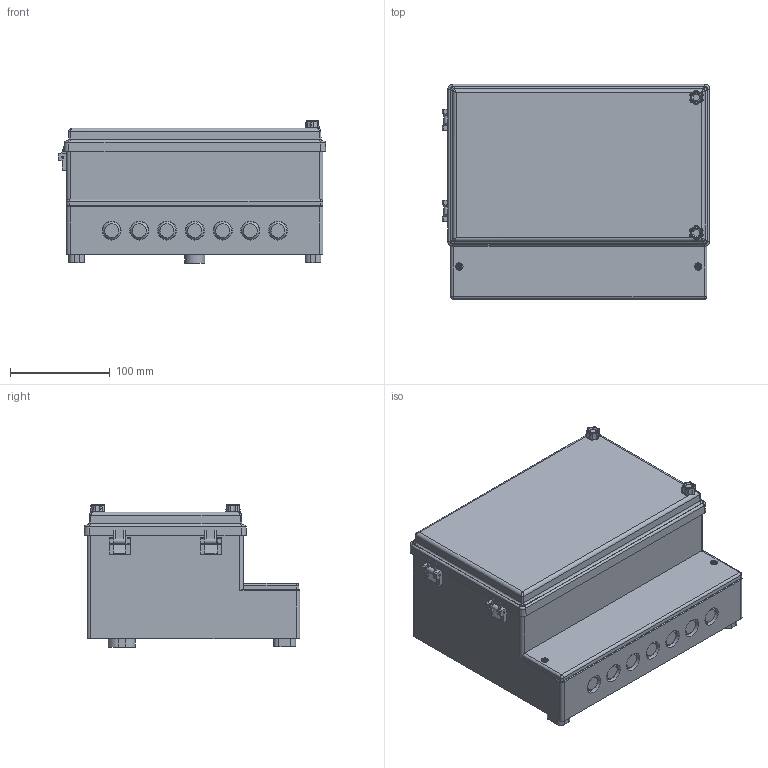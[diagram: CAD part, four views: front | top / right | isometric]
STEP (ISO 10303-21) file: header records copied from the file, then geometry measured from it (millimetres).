
FILE_DESCRIPTION(/* description */ (''),/* implementation_level */ '2;1');
FILE_NAME(/* name */ '0701101200 - MBRCA 25 K.stp',/* time_stamp */ '2017-02-10T13:19:31+01:00',/* author */ ('robin.rentz'),/* organization */ (''),/* preprocessor_version */ 'ST-DEVELOPER v16.5',/* originating_system */ 'Autodesk Inventor 2017',/* authorisation */ '');
FILE_SCHEMA (('AUTOMOTIVE_DESIGN { 1 0 10303 214 3 1 1 }'));
Length unit declared in the file: millimetre
Products named in the file (12): 0701101200 - MBRCA 25 K; 0701101101-UT_MBRCA 25; 0701101205 - Klemmraumabdeckung MBRCA 20-25K; Einpressmutter M4x9,5 mm Dodge; 1900000000; 1990000243 Schrauben A2 BM4x10_6; Gelenk für Scharnier; ISO 8743 - 2x20 - St; 0701101201-Klarsichtdeckel MBRCA 25 K ; 1990000002 Distanzbolzen M3 x 20_15 SW5; 1990000016 Hutschraube M3; 0715100106 Rändelschraube M3 x 20_15 MBRCA 13-31 K grau
Assembly tree (28 placements, depth 2):
  0701101200 - MBRCA 25 K
    0701101101-UT_MBRCA 25
    0701101205 - Klemmraumabdeckung MBRCA 20-25K
    1900000000  x11
    Einpressmutter M4x9,5 mm Dodge  x2
    1990000243 Schrauben A2 BM4x10_6  x2
    Gelenk für Scharnier  x2
    ISO 8743 - 2x20 - St  x2
    0701101201-Klarsichtdeckel MBRCA 25 K 
    1990000002 Distanzbolzen M3 x 20_15 SW5  x2
    1990000016 Hutschraube M3  x2
    0715100106 Rändelschraube M3 x 20_15 MBRCA 13-31 K grau  x2
Bounding box: 268.65 x 216.4 x 143.6 mm (x, y, z)
Volume: 1049996 mm3; surface area: 539403.3 mm2
Topology: 28 solids, 28 shells, 1686 faces, 4327 edges, 2636 vertices
Faces by surface type: plane 799, cylinder 401, bspline 174, cone 140, torus 138, sphere 34
Full cylindrical faces by diameter (mm): 2 x14, 2.3 x2, 2.459 x13, 3 x6, 3.242 x2, 3.3 x2, 4 x24, 4.5 x2, 5.4 x2, 5.5 x2, 5.6 x2, 6.3 x4, 6.8 x2, 7 x2, 7.4 x2, 9 x1, 19 x13
Entity records: 32310 total; most frequent: CARTESIAN_POINT 7994, DIRECTION 5053, ORIENTED_EDGE 4782, EDGE_CURVE 2391, AXIS2_PLACEMENT_3D 1861, VERTEX_POINT 1555, LINE 1331, VECTOR 1331
